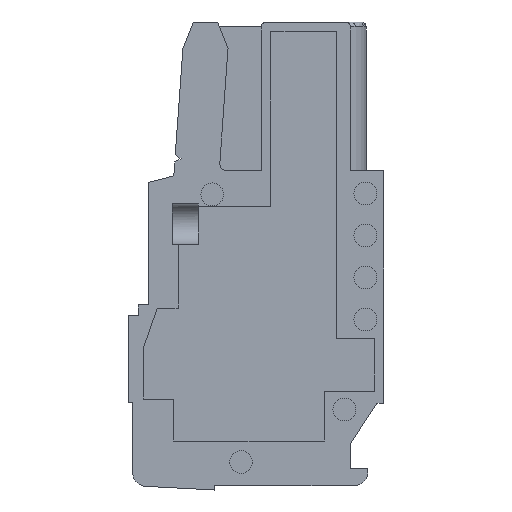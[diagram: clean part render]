
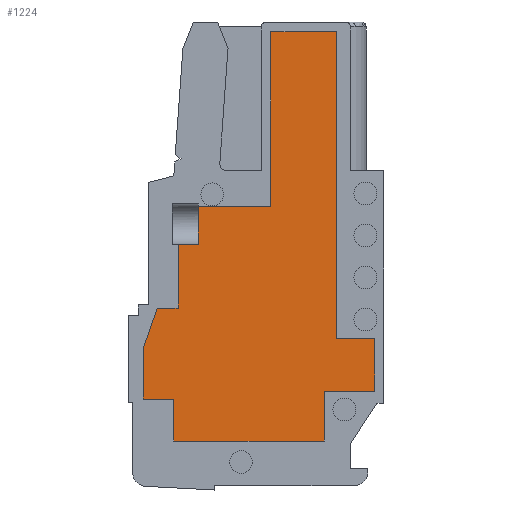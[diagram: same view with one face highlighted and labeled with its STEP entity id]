
A CAD part, left-side view. The second image highlights one B-rep face of the part: STEP entity #1224.
In plain terms, the highlighted planar face has unit normal (-1, 0, 0).
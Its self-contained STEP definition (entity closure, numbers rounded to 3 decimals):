
#1224 = ADVANCED_FACE( '', ( #2779 ), #2780, .F. );
#2779 = FACE_OUTER_BOUND( '', #4723, .T. );
#2780 = PLANE( '', #4724 );
#4723 = EDGE_LOOP( '', ( #8027, #8028, #8029, #8030, #8031, #8032, #8033, #8034, #8035, #8036, #8037, #8038, #8039, #8040, #8041, #8042, #8043 ) );
#4724 = AXIS2_PLACEMENT_3D( '', #8044, #8045, #8046 );
#8027 = ORIENTED_EDGE( '', *, *, #12624, .T. );
#8028 = ORIENTED_EDGE( '', *, *, #12625, .F. );
#8029 = ORIENTED_EDGE( '', *, *, #11474, .F. );
#8030 = ORIENTED_EDGE( '', *, *, #11677, .F. );
#8031 = ORIENTED_EDGE( '', *, *, #11852, .F. );
#8032 = ORIENTED_EDGE( '', *, *, #12626, .F. );
#8033 = ORIENTED_EDGE( '', *, *, #12627, .F. );
#8034 = ORIENTED_EDGE( '', *, *, #12628, .F. );
#8035 = ORIENTED_EDGE( '', *, *, #12629, .F. );
#8036 = ORIENTED_EDGE( '', *, *, #11537, .F. );
#8037 = ORIENTED_EDGE( '', *, *, #12630, .F. );
#8038 = ORIENTED_EDGE( '', *, *, #12631, .F. );
#8039 = ORIENTED_EDGE( '', *, *, #12405, .F. );
#8040 = ORIENTED_EDGE( '', *, *, #12632, .F. );
#8041 = ORIENTED_EDGE( '', *, *, #12633, .F. );
#8042 = ORIENTED_EDGE( '', *, *, #11854, .F. );
#8043 = ORIENTED_EDGE( '', *, *, #12567, .T. );
#8044 = CARTESIAN_POINT( '', ( -2.4, 0., 0. ) );
#8045 = DIRECTION( '', ( 1., 0., 0. ) );
#8046 = DIRECTION( '', ( 0., 0., -1. ) );
#11474 = EDGE_CURVE( '', #13685, #13687, #13688, .T. );
#11537 = EDGE_CURVE( '', #13797, #13799, #13800, .T. );
#11677 = EDGE_CURVE( '', #14038, #13685, #14040, .T. );
#11852 = EDGE_CURVE( '', #14334, #14038, #14336, .T. );
#11854 = EDGE_CURVE( '', #14338, #14339, #14340, .T. );
#12405 = EDGE_CURVE( '', #15264, #15266, #15267, .T. );
#12567 = EDGE_CURVE( '', #14338, #15516, #15517, .T. );
#12624 = EDGE_CURVE( '', #15516, #15598, #15599, .T. );
#12625 = EDGE_CURVE( '', #13687, #15598, #15600, .T. );
#12626 = EDGE_CURVE( '', #15601, #14334, #15602, .T. );
#12627 = EDGE_CURVE( '', #15603, #15601, #15604, .T. );
#12628 = EDGE_CURVE( '', #15605, #15603, #15606, .T. );
#12629 = EDGE_CURVE( '', #13799, #15605, #15607, .T. );
#12630 = EDGE_CURVE( '', #15608, #13797, #15609, .T. );
#12631 = EDGE_CURVE( '', #15266, #15608, #15610, .T. );
#12632 = EDGE_CURVE( '', #15611, #15264, #15612, .T. );
#12633 = EDGE_CURVE( '', #14339, #15611, #15613, .T. );
#13685 = VERTEX_POINT( '', #16929 );
#13687 = VERTEX_POINT( '', #16932 );
#13688 = LINE( '', #16933, #16934 );
#13797 = VERTEX_POINT( '', #17088 );
#13799 = VERTEX_POINT( '', #17091 );
#13800 = LINE( '', #17092, #17093 );
#14038 = VERTEX_POINT( '', #17411 );
#14040 = LINE( '', #17414, #17415 );
#14334 = VERTEX_POINT( '', #17829 );
#14336 = LINE( '', #17832, #17833 );
#14338 = VERTEX_POINT( '', #17835 );
#14339 = VERTEX_POINT( '', #17836 );
#14340 = LINE( '', #17837, #17838 );
#15264 = VERTEX_POINT( '', #19155 );
#15266 = VERTEX_POINT( '', #19158 );
#15267 = LINE( '', #19159, #19160 );
#15516 = VERTEX_POINT( '', #19519 );
#15517 = LINE( '', #19520, #19521 );
#15598 = VERTEX_POINT( '', #19632 );
#15599 = LINE( '', #19633, #19634 );
#15600 = LINE( '', #19635, #19636 );
#15601 = VERTEX_POINT( '', #19637 );
#15602 = LINE( '', #19638, #19639 );
#15603 = VERTEX_POINT( '', #19640 );
#15604 = LINE( '', #19641, #19642 );
#15605 = VERTEX_POINT( '', #19643 );
#15606 = LINE( '', #19644, #19645 );
#15607 = LINE( '', #19646, #19647 );
#15608 = VERTEX_POINT( '', #19648 );
#15609 = LINE( '', #19649, #19650 );
#15610 = LINE( '', #19651, #19652 );
#15611 = VERTEX_POINT( '', #19653 );
#15612 = LINE( '', #19654, #19655 );
#15613 = LINE( '', #19656, #19657 );
#16929 = CARTESIAN_POINT( '', ( -2.4, 7.675, -1.2 ) );
#16932 = CARTESIAN_POINT( '', ( -2.4, 6.475, -1.2 ) );
#16933 = CARTESIAN_POINT( '', ( -2.4, 7.675, -1.2 ) );
#16934 = VECTOR( '', #21344, 1000. );
#17088 = CARTESIAN_POINT( '', ( -2.4, -4.775, -5.95 ) );
#17091 = CARTESIAN_POINT( '', ( -2.4, -1.875, -5.95 ) );
#17092 = CARTESIAN_POINT( '', ( -2.4, -4.775, -5.95 ) );
#17093 = VECTOR( '', #21407, 1000. );
#17411 = CARTESIAN_POINT( '', ( -2.4, 8.475, -3.5 ) );
#17414 = CARTESIAN_POINT( '', ( -2.4, 8.475, -3.5 ) );
#17415 = VECTOR( '', #21585, 1000. );
#17829 = CARTESIAN_POINT( '', ( -2.4, 8.475, -6.4 ) );
#17832 = CARTESIAN_POINT( '', ( -2.4, 8.475, -6.4 ) );
#17833 = VECTOR( '', #21769, 1000. );
#17835 = CARTESIAN_POINT( '', ( -2.4, 5.325, 4.6 ) );
#17836 = CARTESIAN_POINT( '', ( -2.4, 1.175, 4.6 ) );
#17837 = CARTESIAN_POINT( '', ( -2.4, 6.475, 4.6 ) );
#17838 = VECTOR( '', #21770, 1000. );
#19155 = CARTESIAN_POINT( '', ( -2.4, -2.575, 14.6 ) );
#19158 = CARTESIAN_POINT( '', ( -2.4, -2.575, -2.95 ) );
#19159 = CARTESIAN_POINT( '', ( -2.4, -2.575, 14.6 ) );
#19160 = VECTOR( '', #22400, 1000. );
#19519 = CARTESIAN_POINT( '', ( -2.4, 5.325, 2.45 ) );
#19520 = CARTESIAN_POINT( '', ( -2.4, 5.325, 3.6 ) );
#19521 = VECTOR( '', #22571, 1000. );
#19632 = CARTESIAN_POINT( '', ( -2.4, 6.475, 2.45 ) );
#19633 = CARTESIAN_POINT( '', ( -2.4, 5.325, 2.45 ) );
#19634 = VECTOR( '', #22632, 1000. );
#19635 = CARTESIAN_POINT( '', ( -2.4, 6.475, -1.2 ) );
#19636 = VECTOR( '', #22633, 1000. );
#19637 = CARTESIAN_POINT( '', ( -2.4, 6.725, -6.4 ) );
#19638 = CARTESIAN_POINT( '', ( -2.4, 6.725, -6.4 ) );
#19639 = VECTOR( '', #22634, 1000. );
#19640 = CARTESIAN_POINT( '', ( -2.4, 6.725, -8.8 ) );
#19641 = CARTESIAN_POINT( '', ( -2.4, 6.725, -8.8 ) );
#19642 = VECTOR( '', #22635, 1000. );
#19643 = CARTESIAN_POINT( '', ( -2.4, -1.875, -8.8 ) );
#19644 = CARTESIAN_POINT( '', ( -2.4, -1.875, -8.8 ) );
#19645 = VECTOR( '', #22636, 1000. );
#19646 = CARTESIAN_POINT( '', ( -2.4, -1.875, -5.95 ) );
#19647 = VECTOR( '', #22637, 1000. );
#19648 = CARTESIAN_POINT( '', ( -2.4, -4.775, -2.95 ) );
#19649 = CARTESIAN_POINT( '', ( -2.4, -4.775, -2.95 ) );
#19650 = VECTOR( '', #22638, 1000. );
#19651 = CARTESIAN_POINT( '', ( -2.4, -2.575, -2.95 ) );
#19652 = VECTOR( '', #22639, 1000. );
#19653 = CARTESIAN_POINT( '', ( -2.4, 1.175, 14.6 ) );
#19654 = CARTESIAN_POINT( '', ( -2.4, 1.175, 14.6 ) );
#19655 = VECTOR( '', #22640, 1000. );
#19656 = CARTESIAN_POINT( '', ( -2.4, 1.175, 4.6 ) );
#19657 = VECTOR( '', #22641, 1000. );
#21344 = DIRECTION( '', ( 0., -1., 0. ) );
#21407 = DIRECTION( '', ( 0., 1., 0. ) );
#21585 = DIRECTION( '', ( 0., -0.329, 0.944 ) );
#21769 = DIRECTION( '', ( 0., 0., 1. ) );
#21770 = DIRECTION( '', ( 0., -1., 0. ) );
#22400 = DIRECTION( '', ( 0., 0., -1. ) );
#22571 = DIRECTION( '', ( 0., 0., -1. ) );
#22632 = DIRECTION( '', ( 0., 1., 0. ) );
#22633 = DIRECTION( '', ( 0., 0., 1. ) );
#22634 = DIRECTION( '', ( 0., 1., 0. ) );
#22635 = DIRECTION( '', ( 0., 0., 1. ) );
#22636 = DIRECTION( '', ( 0., 1., 0. ) );
#22637 = DIRECTION( '', ( 0., 0., -1. ) );
#22638 = DIRECTION( '', ( 0., 0., -1. ) );
#22639 = DIRECTION( '', ( 0., -1., 0. ) );
#22640 = DIRECTION( '', ( 0., -1., 0. ) );
#22641 = DIRECTION( '', ( 0., 0., 1. ) );
